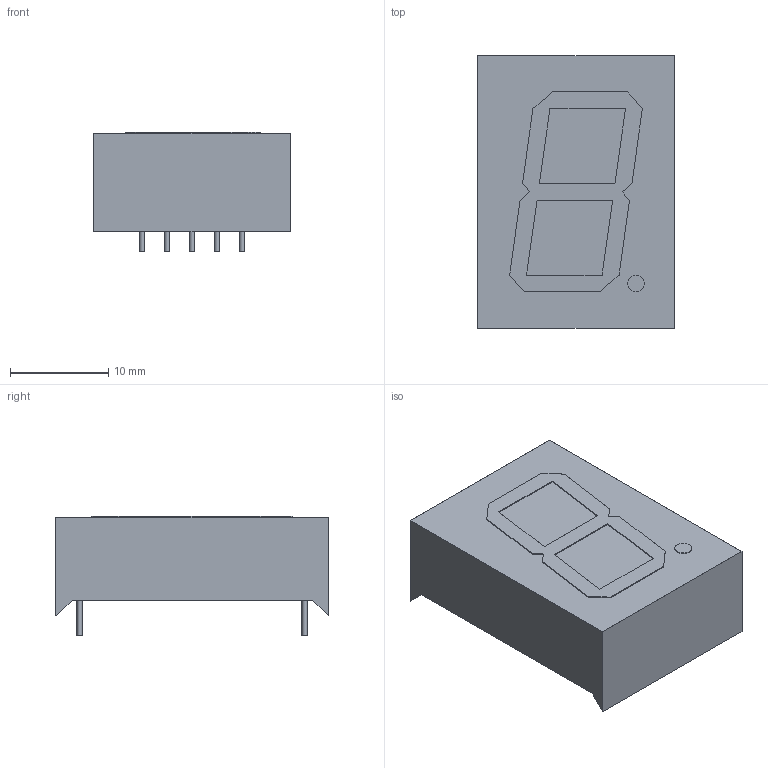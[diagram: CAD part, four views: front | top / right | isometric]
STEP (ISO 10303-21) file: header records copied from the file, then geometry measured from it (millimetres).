
FILE_DESCRIPTION(/* description */ (''),/* implementation_level */ '2;1');
FILE_NAME(/* name */ 'SM420806N8-3D v2.step',/* time_stamp */ '2026-02-15T11:45:07+01:00',/* author */ (''),/* organization */ (''),/* preprocessor_version */ 'ST-DEVELOPER v20.1',/* originating_system */ 'Autodesk Translation Framework v14.10.0.0',/* authorisation */ '');
FILE_SCHEMA (('AUTOMOTIVE_DESIGN { 1 0 10303 214 3 1 1 }'));
Length unit declared in the file: millimetre
Products named in the file (1): SM420806N/8-3D
Bounding box: 20 x 27.7 x 12.1 mm (x, y, z)
Volume: 4721.8 mm3; surface area: 3395.6 mm2
Topology: 14 solids, 14 shells, 72 faces, 132 edges, 88 vertices
Faces by surface type: plane 61, cylinder 11
Full cylindrical faces by diameter (mm): 0.51 x10, 1.72 x1
Entity records: 1800 total; most frequent: DIRECTION 300, CARTESIAN_POINT 293, ORIENTED_EDGE 264, EDGE_CURVE 132, LINE 110, VECTOR 110, AXIS2_PLACEMENT_3D 95, VERTEX_POINT 88
